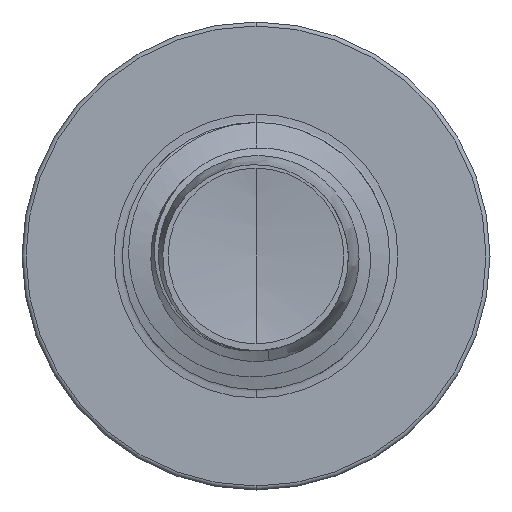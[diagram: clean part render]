
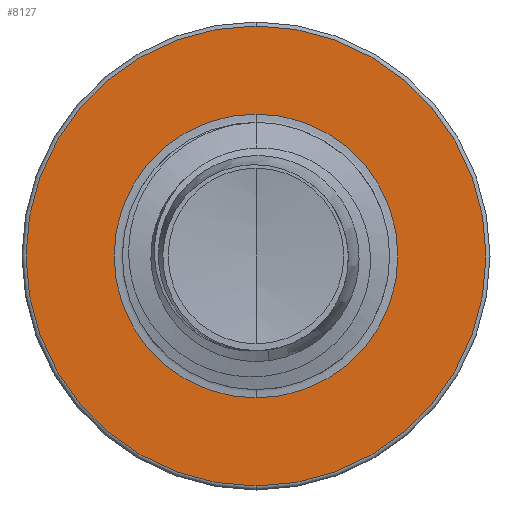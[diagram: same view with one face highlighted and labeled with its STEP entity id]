
A CAD part, front view. The second image highlights one B-rep face of the part: STEP entity #8127.
In plain terms, the highlighted planar face has unit normal (0, -1, 0).
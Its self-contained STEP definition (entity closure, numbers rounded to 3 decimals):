
#111 = CARTESIAN_POINT ( 'NONE',  ( 0., 5.5, -5.16 ) ) ;
#305 = DIRECTION ( 'NONE',  ( 0., 0., 1. ) ) ;
#742 = AXIS2_PLACEMENT_3D ( 'NONE', #7373, #1293, #8290 ) ;
#1129 = CIRCLE ( 'NONE', #1778, 5.16 ) ;
#1156 = AXIS2_PLACEMENT_3D ( 'NONE', #4514, #6551, #305 ) ;
#1293 = DIRECTION ( 'NONE',  ( 0., 1., 0. ) ) ;
#1778 = AXIS2_PLACEMENT_3D ( 'NONE', #3673, #10513, #4942 ) ;
#1983 = AXIS2_PLACEMENT_3D ( 'NONE', #2030, #8944, #3043 ) ;
#2030 = CARTESIAN_POINT ( 'NONE',  ( 0., 5.5, 0. ) ) ;
#2198 = CIRCLE ( 'NONE', #7211, 3.186 ) ;
#3043 = DIRECTION ( 'NONE',  ( 0., 0., 1. ) ) ;
#3673 = CARTESIAN_POINT ( 'NONE',  ( 0., 5.5, 0. ) ) ;
#3723 = DIRECTION ( 'NONE',  ( 0., 1., 0. ) ) ;
#4409 = EDGE_LOOP ( 'NONE', ( #9183, #9234 ) ) ;
#4514 = CARTESIAN_POINT ( 'NONE',  ( 0., 5.5, -3.186 ) ) ;
#4942 = DIRECTION ( 'NONE',  ( 0., 0., 1. ) ) ;
#5365 = FACE_BOUND ( 'NONE', #4409, .T. ) ;
#5637 = FACE_OUTER_BOUND ( 'NONE', #10368, .T. ) ;
#5705 = CARTESIAN_POINT ( 'NONE',  ( 0., 5.5, 3.186 ) ) ;
#6551 = DIRECTION ( 'NONE',  ( 0., 1., 0. ) ) ;
#7029 = CIRCLE ( 'NONE', #1983, 5.16 ) ;
#7211 = AXIS2_PLACEMENT_3D ( 'NONE', #9513, #3723, #10395 ) ;
#7303 = EDGE_CURVE ( 'NONE', #11561, #9792, #7029, .T. ) ;
#7327 = CIRCLE ( 'NONE', #742, 3.186 ) ;
#7373 = CARTESIAN_POINT ( 'NONE',  ( 0., 5.5, 0. ) ) ;
#7527 = EDGE_CURVE ( 'NONE', #9792, #11561, #1129, .T. ) ;
#8027 = EDGE_CURVE ( 'NONE', #9214, #8611, #2198, .T. ) ;
#8127 = ADVANCED_FACE ( 'NONE', ( #5637, #5365 ), #8333, .F. ) ;
#8290 = DIRECTION ( 'NONE',  ( 0., 0., 1. ) ) ;
#8333 = PLANE ( 'NONE',  #1156 ) ;
#8517 = EDGE_CURVE ( 'NONE', #8611, #9214, #7327, .T. ) ;
#8611 = VERTEX_POINT ( 'NONE', #5705 ) ;
#8944 = DIRECTION ( 'NONE',  ( 0., 1., 0. ) ) ;
#9042 = CARTESIAN_POINT ( 'NONE',  ( 0., 5.5, -3.186 ) ) ;
#9068 = ORIENTED_EDGE ( 'NONE', *, *, #7527, .F. ) ;
#9093 = ORIENTED_EDGE ( 'NONE', *, *, #7303, .F. ) ;
#9183 = ORIENTED_EDGE ( 'NONE', *, *, #8517, .T. ) ;
#9214 = VERTEX_POINT ( 'NONE', #9042 ) ;
#9234 = ORIENTED_EDGE ( 'NONE', *, *, #8027, .T. ) ;
#9485 = CARTESIAN_POINT ( 'NONE',  ( 0., 5.5, 5.16 ) ) ;
#9513 = CARTESIAN_POINT ( 'NONE',  ( 0., 5.5, 0. ) ) ;
#9792 = VERTEX_POINT ( 'NONE', #9485 ) ;
#10368 = EDGE_LOOP ( 'NONE', ( #9068, #9093 ) ) ;
#10395 = DIRECTION ( 'NONE',  ( 0., 0., 1. ) ) ;
#10513 = DIRECTION ( 'NONE',  ( 0., 1., 0. ) ) ;
#11561 = VERTEX_POINT ( 'NONE', #111 ) ;
